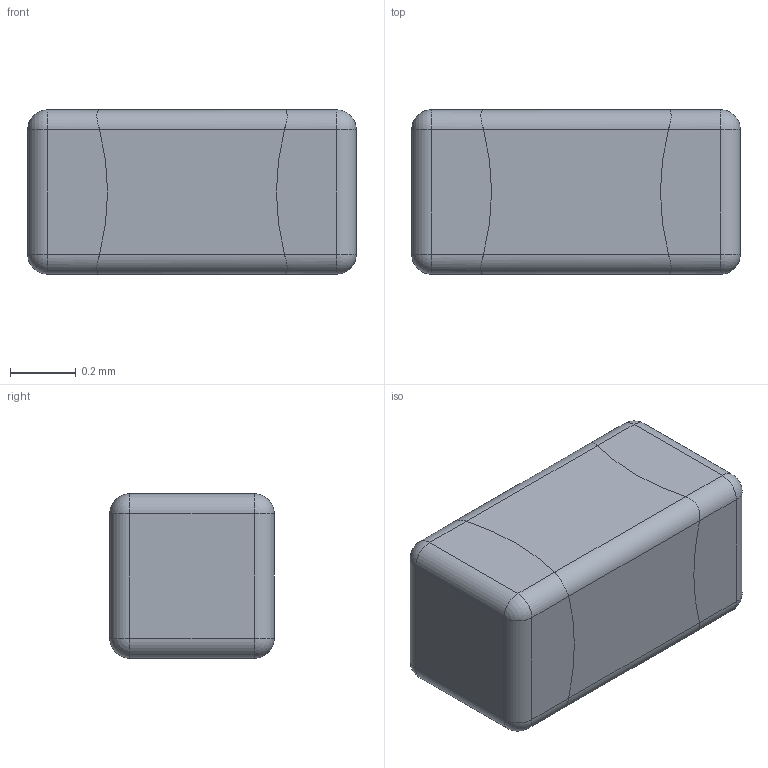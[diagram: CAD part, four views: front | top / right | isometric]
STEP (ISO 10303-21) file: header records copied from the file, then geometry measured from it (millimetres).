
FILE_DESCRIPTION(/* description */ (''),/* implementation_level */ '2;1');
FILE_NAME(/* name */ 'Capacitor_0402.step',/* time_stamp */ '2022-07-19T19:13:15-04:00',/* author */ (''),/* organization */ (''),/* preprocessor_version */ 'ST-DEVELOPER v19',/* originating_system */ 'Autodesk Translation Framework v11.7.0.108',/* authorisation */ '');
FILE_SCHEMA (('AUTOMOTIVE_DESIGN { 1 0 10303 214 3 1 1 }'));
Length unit declared in the file: millimetre
Products named in the file (3): Untitled; Capacitance Assembly v2; C0402
Assembly tree (2 placements, depth 3):
  Untitled
    Capacitance Assembly v2
      C0402
Bounding box: 1 x 0.5 x 0.5 mm (x, y, z)
Volume: 0.2 mm3; surface area: 3.3 mm2
Topology: 3 solids, 3 shells, 74 faces, 184 edges, 92 vertices
Faces by surface type: cylinder 36, bspline 16, plane 14, sphere 8
Entity records: 2413 total; most frequent: CARTESIAN_POINT 651, DIRECTION 374, ORIENTED_EDGE 320, AXIS2_PLACEMENT_3D 167, EDGE_CURVE 160, VERTEX_POINT 92, STYLED_ITEM 77, FACE_OUTER_BOUND 74
